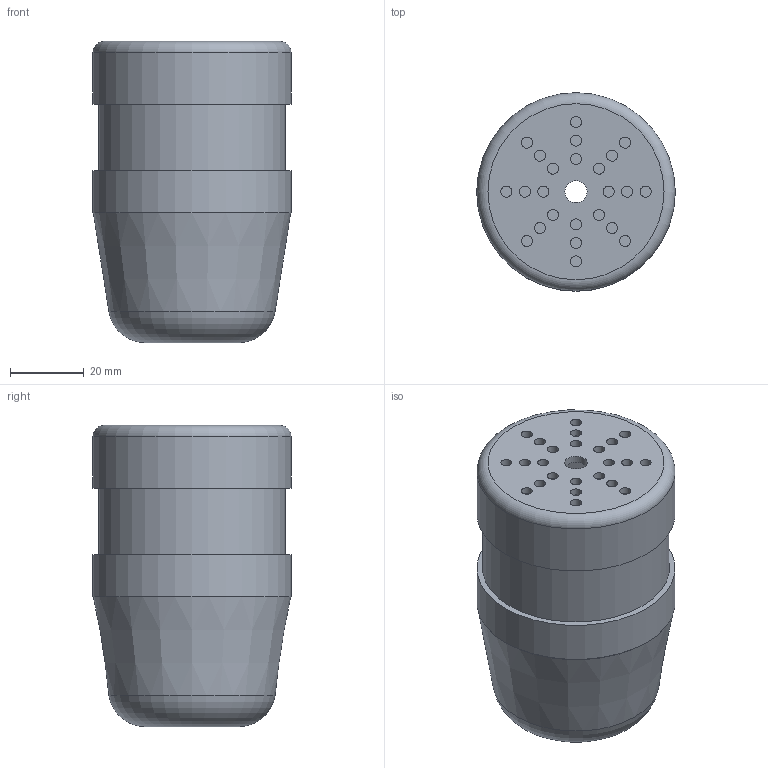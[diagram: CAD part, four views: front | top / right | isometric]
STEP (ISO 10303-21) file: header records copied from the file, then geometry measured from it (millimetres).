
FILE_DESCRIPTION((''),'2;1');
FILE_NAME('127370.stp','2019-09-30T11:51:24',('e.eickhoff'),(''),'Autodesk Inventor 2012','Autodesk Inventor 2012','');
FILE_SCHEMA(('AUTOMOTIVE_DESIGN { 1 0 10303 214 1 1 1 1 }'));
Length unit declared in the file: millimetre
Products named in the file (5): 127370; Grundmodule; Summer; Summer 50mm; Deckel 50mm
Assembly tree (4 placements, depth 3):
  127370
    Grundmodule
    Summer
      Summer 50mm
      Deckel 50mm
Bounding box: 53.8 x 53.8 x 81.6 mm (x, y, z)
Volume: 77659.9 mm3; surface area: 42026.4 mm2
Topology: 3 solids, 3 shells, 59 faces, 127 edges, 84 vertices
Faces by surface type: cylinder 39, plane 16, torus 3, cone 1
Full cylindrical faces by diameter (mm): 3 x24, 6 x1, 12 x1, 14 x1, 16.5 x1, 32.8 x1, 34.8 x1, 45.5 x1, 46.8 x1, 48.5 x1, 49 x1, 49.3 x1, 50.6 x1, 50.7 x1, 53.7 x1, 53.8 x1
Entity records: 1745 total; most frequent: DIRECTION 302, CARTESIAN_POINT 234, ORIENTED_EDGE 166, EDGE_LOOP 166, AXIS2_PLACEMENT_3D 151, FACE_BOUND 107, VERTEX_POINT 83, CIRCLE 83
